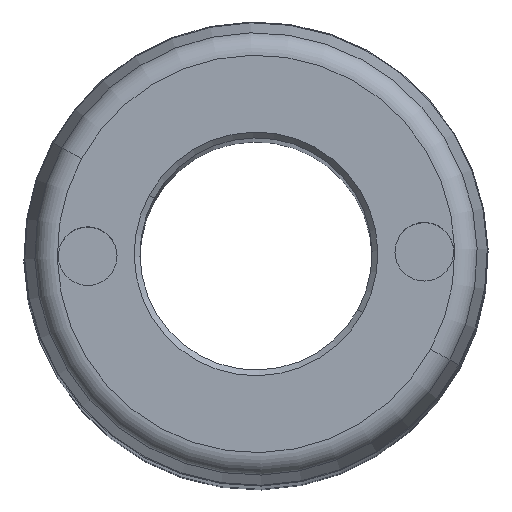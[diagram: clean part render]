
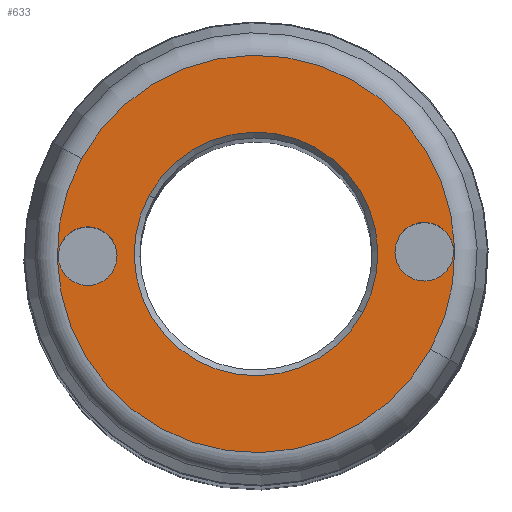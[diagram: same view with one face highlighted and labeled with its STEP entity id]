
A CAD part, top view. The second image highlights one B-rep face of the part: STEP entity #633.
In plain terms, the highlighted planar face has unit normal (0, 0, 1).
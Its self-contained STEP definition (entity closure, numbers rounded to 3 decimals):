
#116=CARTESIAN_POINT('Vertex',(18.429,-10.068,300.)) ;
#132=CARTESIAN_POINT('Vertex',(-18.429,10.068,300.)) ;
#135=CARTESIAN_POINT('Axis2P3D Location',(0.,0.,300.)) ;
#157=CARTESIAN_POINT('Axis2P3D Location',(0.,0.,300.)) ;
#504=CARTESIAN_POINT('Vertex',(-30.058,16.421,300.)) ;
#507=CARTESIAN_POINT('Axis2P3D Location',(0.,0.,300.)) ;
#511=CARTESIAN_POINT('Vertex',(30.058,-16.421,300.)) ;
#538=CARTESIAN_POINT('Axis2P3D Location',(0.,0.,300.)) ;
#560=CARTESIAN_POINT('Axis2P3D Location',(29.,0.381,300.)) ;
#564=CARTESIAN_POINT('Vertex',(24.566,2.803,300.)) ;
#566=CARTESIAN_POINT('Vertex',(33.434,-2.042,300.)) ;
#586=CARTESIAN_POINT('Axis2P3D Location',(29.,0.381,300.)) ;
#598=CARTESIAN_POINT('Axis2P3D Location',(-20.,0.,300.)) ;
#607=CARTESIAN_POINT('Axis2P3D Location',(-29.,-0.381,300.)) ;
#611=CARTESIAN_POINT('Vertex',(-24.566,-2.803,300.)) ;
#613=CARTESIAN_POINT('Vertex',(-33.434,2.042,300.)) ;
#616=CARTESIAN_POINT('Axis2P3D Location',(-29.,-0.381,300.)) ;
#136=DIRECTION('Axis2P3D Direction',(0.,0.,-1.)) ;
#158=DIRECTION('Axis2P3D Direction',(0.,0.,-1.)) ;
#508=DIRECTION('Axis2P3D Direction',(-0.,0.,-1.)) ;
#539=DIRECTION('Axis2P3D Direction',(0.,0.,-1.)) ;
#561=DIRECTION('Axis2P3D Direction',(0.,0.,-1.)) ;
#587=DIRECTION('Axis2P3D Direction',(0.,0.,-1.)) ;
#599=DIRECTION('Axis2P3D Direction',(0.,0.,-1.)) ;
#600=DIRECTION('Axis2P3D XDirection',(1.,0.,0.)) ;
#608=DIRECTION('Axis2P3D Direction',(0.,0.,-1.)) ;
#617=DIRECTION('Axis2P3D Direction',(0.,0.,-1.)) ;
#137=AXIS2_PLACEMENT_3D('Circle Axis2P3D',#135,#136,$) ;
#159=AXIS2_PLACEMENT_3D('Circle Axis2P3D',#157,#158,$) ;
#509=AXIS2_PLACEMENT_3D('Circle Axis2P3D',#507,#508,$) ;
#540=AXIS2_PLACEMENT_3D('Circle Axis2P3D',#538,#539,$) ;
#562=AXIS2_PLACEMENT_3D('Circle Axis2P3D',#560,#561,$) ;
#588=AXIS2_PLACEMENT_3D('Circle Axis2P3D',#586,#587,$) ;
#601=AXIS2_PLACEMENT_3D('Plane Axis2P3D',#598,#599,#600) ;
#609=AXIS2_PLACEMENT_3D('Circle Axis2P3D',#607,#608,$) ;
#618=AXIS2_PLACEMENT_3D('Circle Axis2P3D',#616,#617,$) ;
#604=ORIENTED_EDGE('',*,*,#513,.F.) ;
#605=ORIENTED_EDGE('',*,*,#542,.F.) ;
#622=ORIENTED_EDGE('',*,*,#615,.T.) ;
#623=ORIENTED_EDGE('',*,*,#620,.T.) ;
#626=ORIENTED_EDGE('',*,*,#568,.T.) ;
#627=ORIENTED_EDGE('',*,*,#590,.T.) ;
#630=ORIENTED_EDGE('',*,*,#161,.T.) ;
#631=ORIENTED_EDGE('',*,*,#139,.T.) ;
#624=FACE_BOUND('',#621,.T.) ;
#628=FACE_BOUND('',#625,.T.) ;
#632=FACE_BOUND('',#629,.T.) ;
#633=ADVANCED_FACE('PartBody',(#606,#624,#628,#632),#602,.F.) ;
#138=CIRCLE('generated circle',#137,21.) ;
#160=CIRCLE('generated circle',#159,21.) ;
#510=CIRCLE('generated circle',#509,34.251) ;
#541=CIRCLE('generated circle',#540,34.251) ;
#563=CIRCLE('generated circle',#562,5.053) ;
#589=CIRCLE('generated circle',#588,5.053) ;
#610=CIRCLE('generated circle',#609,5.053) ;
#619=CIRCLE('generated circle',#618,5.053) ;
#139=EDGE_CURVE('',#117,#133,#138,.T.) ;
#161=EDGE_CURVE('',#133,#117,#160,.T.) ;
#513=EDGE_CURVE('',#505,#512,#510,.T.) ;
#542=EDGE_CURVE('',#512,#505,#541,.T.) ;
#568=EDGE_CURVE('',#565,#567,#563,.T.) ;
#590=EDGE_CURVE('',#567,#565,#589,.T.) ;
#615=EDGE_CURVE('',#612,#614,#610,.T.) ;
#620=EDGE_CURVE('',#614,#612,#619,.T.) ;
#603=EDGE_LOOP('',(#604,#605)) ;
#621=EDGE_LOOP('',(#622,#623)) ;
#625=EDGE_LOOP('',(#626,#627)) ;
#629=EDGE_LOOP('',(#630,#631)) ;
#606=FACE_OUTER_BOUND('',#603,.T.) ;
#602=PLANE('Plane',#601) ;
#117=VERTEX_POINT('',#116) ;
#133=VERTEX_POINT('',#132) ;
#505=VERTEX_POINT('',#504) ;
#512=VERTEX_POINT('',#511) ;
#565=VERTEX_POINT('',#564) ;
#567=VERTEX_POINT('',#566) ;
#612=VERTEX_POINT('',#611) ;
#614=VERTEX_POINT('',#613) ;
